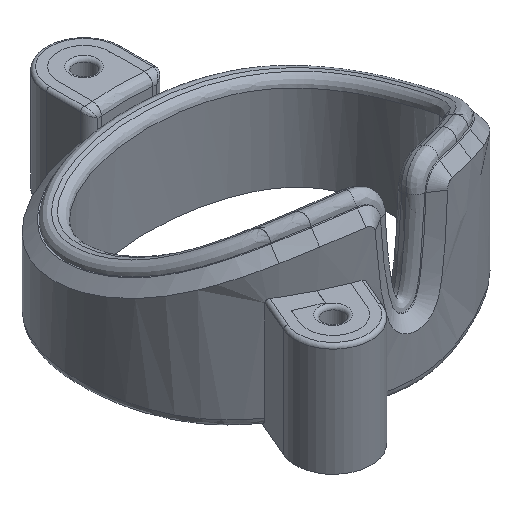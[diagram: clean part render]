
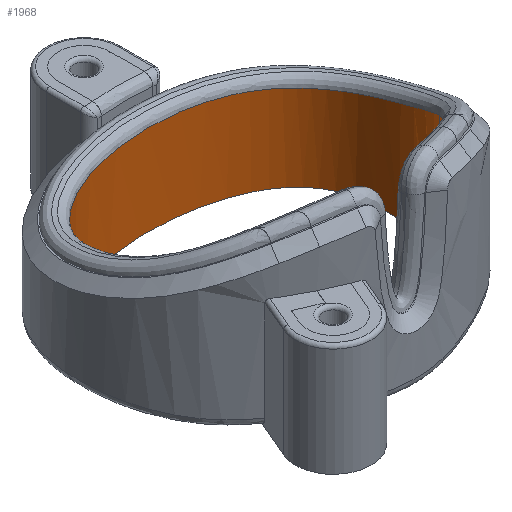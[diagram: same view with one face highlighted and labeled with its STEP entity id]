
A CAD part, isometric view. The second image highlights one B-rep face of the part: STEP entity #1968.
In plain terms, the highlighted free-form (B-spline) face has degree [3, 1] with [19, 2] control points.
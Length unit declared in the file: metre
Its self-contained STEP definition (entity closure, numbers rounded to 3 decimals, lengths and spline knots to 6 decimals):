
#246=B_SPLINE_CURVE_WITH_KNOTS('',3,(#5040,#5041,#5042,#5043,#5044,#5045,
#5046,#5047,#5048,#5049,#5050,#5051,#5052,#5053,#5054,#5055,#5056,#5057,
#5058,#5059,#5060,#5061,#5062,#5063,#5064,#5065,#5066,#5067,#5068),
 .UNSPECIFIED.,.F.,.F.,(4,1,1,1,1,1,1,1,1,1,1,1,1,1,1,1,1,1,1,1,1,1,1,1,
1,1,4),(0.,0.002262,0.004524,0.006786,
0.009048,0.013572,0.015834,0.018096,
0.020359,0.022621,0.024883,0.027145,
0.031669,0.036193,0.040717,0.045241,
0.047503,0.049765,0.052027,0.054289,
0.056552,0.058814,0.063338,0.0656,
0.067862,0.070124,0.072386),.UNSPECIFIED.);
#247=B_SPLINE_CURVE_WITH_KNOTS('',3,(#5072,#5073,#5074,#5075,#5076,#5077,
#5078,#5079,#5080,#5081,#5082,#5083,#5084),.UNSPECIFIED.,.T.,.F.,(1,3,1,
1,1,1,1,1,1,1,1,3,1),(-0.123294,0.,0.123294,0.2212,
0.319107,0.411821,0.5,0.588179,0.680893,
0.7788,0.876706,1.,1.123294),.UNSPECIFIED.);
#690=ORIENTED_EDGE('',*,*,#1097,.F.);
#691=ORIENTED_EDGE('',*,*,#1098,.T.);
#692=ORIENTED_EDGE('',*,*,#1099,.T.);
#693=ORIENTED_EDGE('',*,*,#1100,.F.);
#1097=EDGE_CURVE('',#1322,#1323,#1459,.T.);
#1098=EDGE_CURVE('',#1322,#1324,#246,.T.);
#1099=EDGE_CURVE('',#1324,#1325,#1460,.T.);
#1100=EDGE_CURVE('',#1323,#1325,#247,.T.);
#1322=VERTEX_POINT('',#5038);
#1323=VERTEX_POINT('',#5039);
#1324=VERTEX_POINT('',#5069);
#1325=VERTEX_POINT('',#5071);
#1459=LINE('',#5037,#1565);
#1460=LINE('',#5070,#1566);
#1565=VECTOR('',#2388,1.);
#1566=VECTOR('',#2389,1.);
#1676=EDGE_LOOP('',(#690,#691,#692,#693));
#1805=FACE_BOUND('',#1676,.T.);
#1884=B_SPLINE_SURFACE_WITH_KNOTS('',3,1,((#4999,#5000),(#5001,#5002),(#5003,
#5004),(#5005,#5006),(#5007,#5008),(#5009,#5010),(#5011,#5012),(#5013,#5014),
(#5015,#5016),(#5017,#5018),(#5019,#5020),(#5021,#5022),(#5023,#5024),(#5025,
#5026),(#5027,#5028),(#5029,#5030),(#5031,#5032),(#5033,#5034),(#5035,#5036)),
 .SURF_OF_LINEAR_EXTRUSION.,.F.,.F.,.F.,(4,1,1,1,1,1,1,1,1,1,1,1,1,1,1,
1,4),(2,2),(0.65116,0.694765,0.73837,0.781975,
0.82558,0.869185,0.91279,0.956395,
1.,1.043605,1.08721,1.130815,1.17442,
1.218025,1.26163,1.305235,1.34884),(0.,
1.),.UNSPECIFIED.);
#1968=ADVANCED_FACE('',(#1805),#1884,.T.);
#2388=DIRECTION('',(0.,0.,-1.));
#2389=DIRECTION('',(0.,0.,-1.));
#4999=CARTESIAN_POINT('',(0.0115,-0.005589,0.016739));
#5000=CARTESIAN_POINT('',(0.0115,-0.005589,0.));
#5001=CARTESIAN_POINT('',(0.01246,-0.004804,0.016739));
#5002=CARTESIAN_POINT('',(0.01246,-0.004804,0.));
#5003=CARTESIAN_POINT('',(0.014133,-0.002945,0.016739));
#5004=CARTESIAN_POINT('',(0.014133,-0.002945,0.));
#5005=CARTESIAN_POINT('',(0.015613,0.000762,0.016739));
#5006=CARTESIAN_POINT('',(0.015613,0.000762,0.));
#5007=CARTESIAN_POINT('',(0.016163,0.004873,0.016739));
#5008=CARTESIAN_POINT('',(0.016163,0.004873,0.));
#5009=CARTESIAN_POINT('',(0.015789,0.008956,0.016739));
#5010=CARTESIAN_POINT('',(0.015789,0.008956,0.));
#5011=CARTESIAN_POINT('',(0.014069,0.01256,0.016739));
#5012=CARTESIAN_POINT('',(0.014069,0.01256,0.));
#5013=CARTESIAN_POINT('',(0.010494,0.015195,0.016739));
#5014=CARTESIAN_POINT('',(0.010494,0.015195,0.));
#5015=CARTESIAN_POINT('',(0.005572,0.016782,0.016739));
#5016=CARTESIAN_POINT('',(0.005572,0.016782,0.));
#5017=CARTESIAN_POINT('',(0.,0.017319,0.016739));
#5018=CARTESIAN_POINT('',(0.,0.017319,0.));
#5019=CARTESIAN_POINT('',(-0.005572,0.016782,0.016739));
#5020=CARTESIAN_POINT('',(-0.005572,0.016782,0.));
#5021=CARTESIAN_POINT('',(-0.010494,0.015195,0.016739));
#5022=CARTESIAN_POINT('',(-0.010494,0.015195,0.));
#5023=CARTESIAN_POINT('',(-0.014069,0.01256,0.016739));
#5024=CARTESIAN_POINT('',(-0.014069,0.01256,0.));
#5025=CARTESIAN_POINT('',(-0.015789,0.008956,0.016739));
#5026=CARTESIAN_POINT('',(-0.015789,0.008956,0.));
#5027=CARTESIAN_POINT('',(-0.016163,0.004873,0.016739));
#5028=CARTESIAN_POINT('',(-0.016163,0.004873,0.));
#5029=CARTESIAN_POINT('',(-0.015613,0.000762,0.016739));
#5030=CARTESIAN_POINT('',(-0.015613,0.000762,0.));
#5031=CARTESIAN_POINT('',(-0.014133,-0.002945,0.016739));
#5032=CARTESIAN_POINT('',(-0.014133,-0.002945,0.));
#5033=CARTESIAN_POINT('',(-0.01246,-0.004804,0.016739));
#5034=CARTESIAN_POINT('',(-0.01246,-0.004804,0.));
#5035=CARTESIAN_POINT('',(-0.0115,-0.005589,0.016739));
#5036=CARTESIAN_POINT('',(-0.0115,-0.005589,0.));
#5037=CARTESIAN_POINT('',(0.0115,-0.005589,0.022));
#5038=CARTESIAN_POINT('',(0.0115,-0.005589,0.016639));
#5039=CARTESIAN_POINT('',(0.0115,-0.005589,0.));
#5040=CARTESIAN_POINT('',(0.0115,-0.005589,0.016639));
#5041=CARTESIAN_POINT('',(0.01204,-0.005147,0.016341));
#5042=CARTESIAN_POINT('',(0.013025,-0.004202,0.015695));
#5043=CARTESIAN_POINT('',(0.014169,-0.002551,0.014614));
#5044=CARTESIAN_POINT('',(0.015007,-0.000746,0.013577));
#5045=CARTESIAN_POINT('',(0.015802,0.001901,0.012323));
#5046=CARTESIAN_POINT('',(0.01611,0.004749,0.011342));
#5047=CARTESIAN_POINT('',(0.015894,0.007656,0.010601));
#5048=CARTESIAN_POINT('',(0.015345,0.009831,0.010184));
#5049=CARTESIAN_POINT('',(0.014306,0.011855,0.009956));
#5050=CARTESIAN_POINT('',(0.012762,0.013522,0.009974));
#5051=CARTESIAN_POINT('',(0.010866,0.014777,0.010116));
#5052=CARTESIAN_POINT('',(0.008126,0.01601,0.010298));
#5053=CARTESIAN_POINT('',(0.00448,0.016914,0.010442));
#5054=CARTESIAN_POINT('',(-0.000031,0.017254,0.010493));
#5055=CARTESIAN_POINT('',(-0.00448,0.016911,0.010442));
#5056=CARTESIAN_POINT('',(-0.008131,0.01601,0.010297));
#5057=CARTESIAN_POINT('',(-0.01088,0.01477,0.010115));
#5058=CARTESIAN_POINT('',(-0.012775,0.013513,0.009973));
#5059=CARTESIAN_POINT('',(-0.014325,0.011828,0.009957));
#5060=CARTESIAN_POINT('',(-0.01535,0.009812,0.010187));
#5061=CARTESIAN_POINT('',(-0.015896,0.007644,0.010603));
#5062=CARTESIAN_POINT('',(-0.016109,0.004722,0.011351));
#5063=CARTESIAN_POINT('',(-0.015801,0.001903,0.012323));
#5064=CARTESIAN_POINT('',(-0.015007,-0.000747,0.013577));
#5065=CARTESIAN_POINT('',(-0.01417,-0.00255,0.014613));
#5066=CARTESIAN_POINT('',(-0.013027,-0.004201,0.015694));
#5067=CARTESIAN_POINT('',(-0.01204,-0.005147,0.016341));
#5068=CARTESIAN_POINT('',(-0.0115,-0.005589,0.016639));
#5069=CARTESIAN_POINT('',(-0.0115,-0.005589,0.016639));
#5070=CARTESIAN_POINT('',(-0.0115,-0.005589,0.022));
#5071=CARTESIAN_POINT('',(-0.0115,-0.005589,0.));
#5072=CARTESIAN_POINT('',(0.,0.01714,0.));
#5073=CARTESIAN_POINT('',(-0.005253,0.01714,0.));
#5074=CARTESIAN_POINT('',(-0.014678,0.014577,0.));
#5075=CARTESIAN_POINT('',(-0.016758,0.004567,0.));
#5076=CARTESIAN_POINT('',(-0.014171,-0.004468,0.));
#5077=CARTESIAN_POINT('',(-0.006984,-0.008504,0.));
#5078=CARTESIAN_POINT('',(0.,-0.011153,0.));
#5079=CARTESIAN_POINT('',(0.006984,-0.008504,0.));
#5080=CARTESIAN_POINT('',(0.014171,-0.004468,0.));
#5081=CARTESIAN_POINT('',(0.016758,0.004567,0.));
#5082=CARTESIAN_POINT('',(0.014678,0.014577,0.));
#5083=CARTESIAN_POINT('',(0.005253,0.01714,0.));
#5084=CARTESIAN_POINT('',(0.,0.01714,0.));
